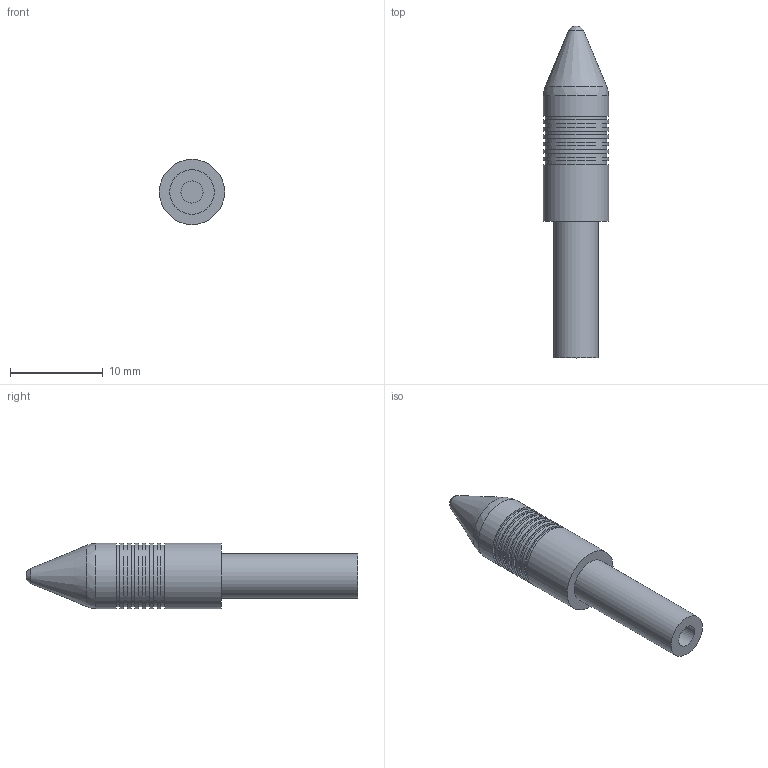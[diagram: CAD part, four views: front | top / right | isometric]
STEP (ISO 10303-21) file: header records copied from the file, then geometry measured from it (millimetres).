
FILE_DESCRIPTION(/* description */ (''),/* implementation_level */ '2;1');
FILE_NAME(/* name */ 'IDEAL 61-312 Multimeter Cap v10.step',/* time_stamp */ '2024-01-04T01:12:18-05:00',/* author */ (''),/* organization */ (''),/* preprocessor_version */ 'ST-DEVELOPER v20',/* originating_system */ 'Autodesk Translation Framework v12.14.0.127',/* authorisation */ '');
FILE_SCHEMA (('AUTOMOTIVE_DESIGN { 1 0 10303 214 3 1 1 }'));
Length unit declared in the file: millimetre
Products named in the file (1): IDEAL 61-312 Multimeter Cap
Bounding box: 7 x 35.7 x 7 mm (x, y, z)
Volume: 753.6 mm3; surface area: 966.4 mm2
Topology: 1 solids, 1 shells, 38 faces, 60 edges, 40 vertices
Faces by surface type: plane 18, cylinder 17, bspline 2, cone 1
Full cylindrical faces by diameter (mm): 2.4 x1, 4.8 x1, 6.6 x7, 7 x8
Entity records: 963 total; most frequent: CARTESIAN_POINT 191, DIRECTION 176, ORIENTED_EDGE 120, AXIS2_PLACEMENT_3D 79, EDGE_CURVE 60, EDGE_LOOP 54, CIRCLE 42, VERTEX_POINT 40
